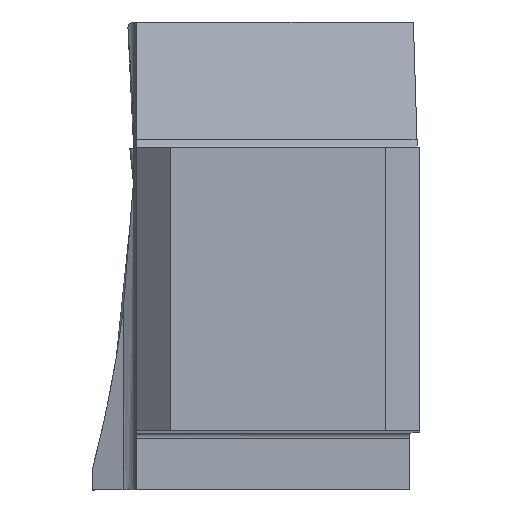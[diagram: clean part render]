
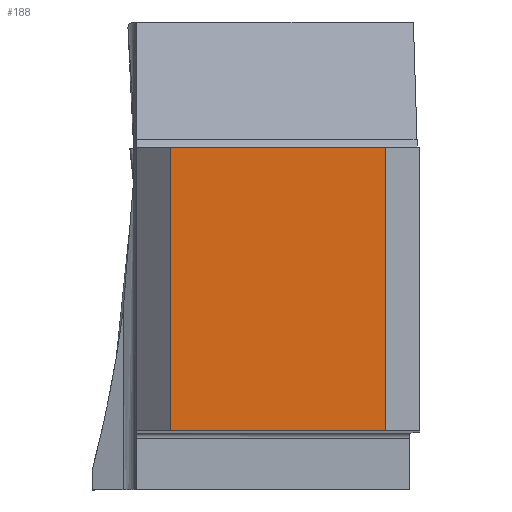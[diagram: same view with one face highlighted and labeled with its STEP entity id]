
A CAD part, top view. The second image highlights one B-rep face of the part: STEP entity #188.
In plain terms, the highlighted planar face has unit normal (0, 0, 1).
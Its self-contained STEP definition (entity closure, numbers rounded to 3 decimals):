
#188=ADVANCED_FACE('CU_BACK_SU1',(#299),#246,.F.);
#246=PLANE('',#1420);
#299=FACE_OUTER_BOUND('',#363,.T.);
#363=EDGE_LOOP('',(#534,#535,#536,#537));
#534=ORIENTED_EDGE('',*,*,#966,.F.);
#535=ORIENTED_EDGE('',*,*,#961,.T.);
#536=ORIENTED_EDGE('',*,*,#967,.T.);
#537=ORIENTED_EDGE('',*,*,#956,.F.);
#820=VERTEX_POINT('',#2037);
#821=VERTEX_POINT('',#2039);
#824=VERTEX_POINT('',#2047);
#825=VERTEX_POINT('',#2049);
#956=EDGE_CURVE('',#820,#821,#1107,.T.);
#961=EDGE_CURVE('',#825,#824,#1112,.T.);
#966=EDGE_CURVE('',#825,#820,#1116,.T.);
#967=EDGE_CURVE('',#824,#821,#1117,.T.);
#1107=LINE('',#2038,#1233);
#1112=LINE('',#2048,#1238);
#1116=LINE('',#2057,#1242);
#1117=LINE('',#2058,#1243);
#1233=VECTOR('',#1613,1.);
#1238=VECTOR('',#1620,1.);
#1242=VECTOR('',#1632,1.);
#1243=VECTOR('',#1633,1.);
#1420=AXIS2_PLACEMENT_3D('',#2059,#1634,#1635);
#1613=DIRECTION('',(1.,0.,0.));
#1620=DIRECTION('',(1.,0.,0.));
#1632=DIRECTION('',(0.,1.,0.));
#1633=DIRECTION('',(0.,1.,0.));
#1634=DIRECTION('',(0.,0.,-1.));
#1635=DIRECTION('',(-1.,0.,0.));
#2037=CARTESIAN_POINT('',(-21.925,24.925,0.));
#2038=CARTESIAN_POINT('',(-110.,24.925,0.));
#2039=CARTESIAN_POINT('',(-3.,24.925,0.));
#2047=CARTESIAN_POINT('',(-3.,0.,0.));
#2048=CARTESIAN_POINT('',(-110.,0.,0.));
#2049=CARTESIAN_POINT('',(-21.925,0.,0.));
#2057=CARTESIAN_POINT('',(-21.925,0.,0.));
#2058=CARTESIAN_POINT('',(-3.,0.,0.));
#2059=CARTESIAN_POINT('',(23.246,44.925,0.));
